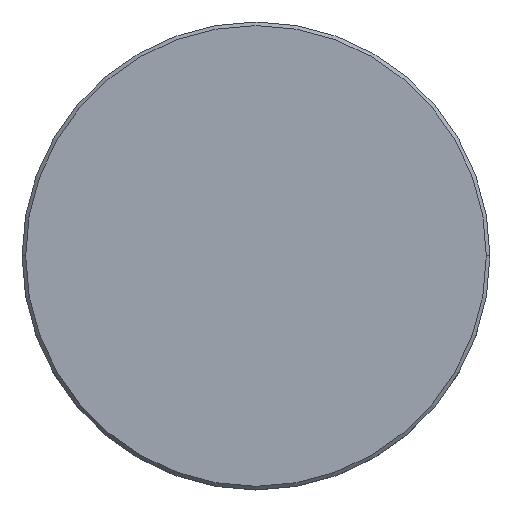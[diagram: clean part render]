
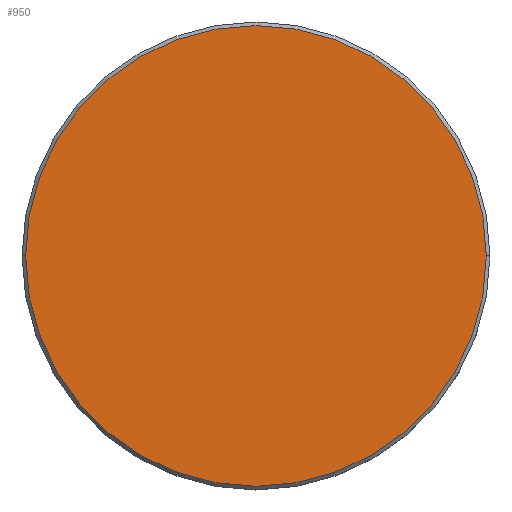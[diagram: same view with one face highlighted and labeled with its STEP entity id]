
A CAD part, top view. The second image highlights one B-rep face of the part: STEP entity #950.
In plain terms, the highlighted planar face has unit normal (0, 0, 1).
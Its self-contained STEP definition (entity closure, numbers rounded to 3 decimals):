
#6 = CARTESIAN_POINT ( 'NONE',  ( -32., 0., 0. ) ) ;
#48 = VERTEX_POINT ( 'NONE', #6 ) ;
#52 = AXIS2_PLACEMENT_3D ( 'NONE', #749, #269, #381 ) ;
#110 = CARTESIAN_POINT ( 'NONE',  ( 0., 0., 0. ) ) ;
#171 = CARTESIAN_POINT ( 'NONE',  ( 32., 0., 0. ) ) ;
#179 = DIRECTION ( 'NONE',  ( 0., 0., 1. ) ) ;
#207 = FACE_OUTER_BOUND ( 'NONE', #1107, .T. ) ;
#255 = AXIS2_PLACEMENT_3D ( 'NONE', #110, #179, #284 ) ;
#269 = DIRECTION ( 'NONE',  ( 0., 0., 1. ) ) ;
#284 = DIRECTION ( 'NONE',  ( 1., 0., 0. ) ) ;
#350 = CARTESIAN_POINT ( 'NONE',  ( 0., 0., 0. ) ) ;
#352 = CIRCLE ( 'NONE', #584, 32. ) ;
#380 = VERTEX_POINT ( 'NONE', #171 ) ;
#381 = DIRECTION ( 'NONE',  ( 1., 0., 0. ) ) ;
#507 = CIRCLE ( 'NONE', #52, 32. ) ;
#516 = ORIENTED_EDGE ( 'NONE', *, *, #957, .T. ) ;
#584 = AXIS2_PLACEMENT_3D ( 'NONE', #350, #876, #803 ) ;
#749 = CARTESIAN_POINT ( 'NONE',  ( 0., 0., 0. ) ) ;
#787 = EDGE_CURVE ( 'NONE', #380, #48, #352, .T. ) ;
#803 = DIRECTION ( 'NONE',  ( 1., 0., 0. ) ) ;
#876 = DIRECTION ( 'NONE',  ( 0., 0., 1. ) ) ;
#950 = ADVANCED_FACE ( 'NONE', ( #207 ), #1099, .T. ) ;
#957 = EDGE_CURVE ( 'NONE', #48, #380, #507, .T. ) ;
#986 = ORIENTED_EDGE ( 'NONE', *, *, #787, .T. ) ;
#1099 = PLANE ( 'NONE',  #255 ) ;
#1107 = EDGE_LOOP ( 'NONE', ( #516, #986 ) ) ;
